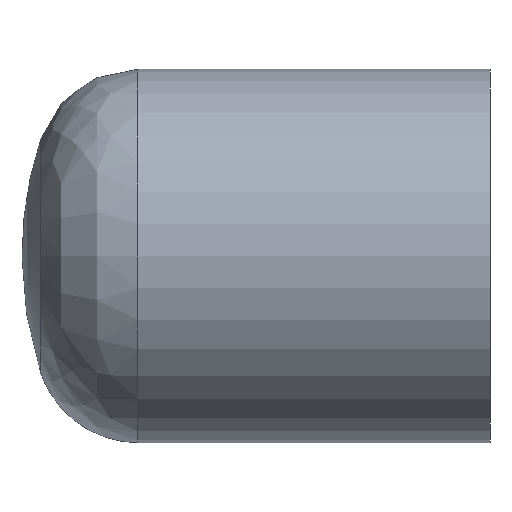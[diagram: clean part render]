
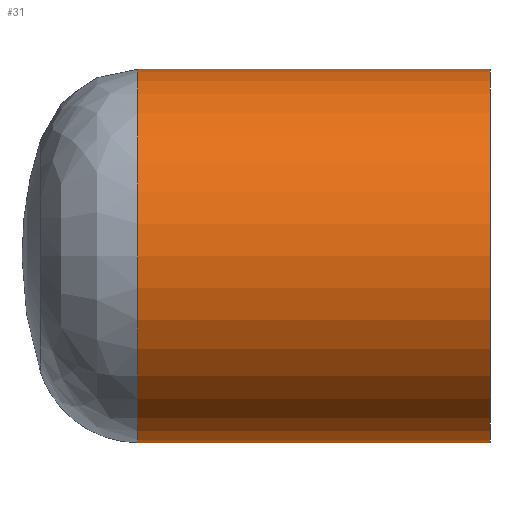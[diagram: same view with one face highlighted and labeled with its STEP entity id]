
A CAD part, front view. The second image highlights one B-rep face of the part: STEP entity #31.
In plain terms, the highlighted cylindrical face has radius 37.5 mm (diameter 75 mm), a full revolution.
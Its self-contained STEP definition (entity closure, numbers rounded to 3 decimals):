
#31 = ADVANCED_FACE( '', ( #62, #63 ), #64, .T. );
#62 = FACE_OUTER_BOUND( '', #97, .T. );
#63 = FACE_OUTER_BOUND( '', #98, .T. );
#64 = CYLINDRICAL_SURFACE( '', #99, 37.5 );
#97 = EDGE_LOOP( '', ( #160 ) );
#98 = EDGE_LOOP( '', ( #161 ) );
#99 = AXIS2_PLACEMENT_3D( '', #162, #163, #164 );
#160 = ORIENTED_EDGE( '', *, *, #199, .F. );
#161 = ORIENTED_EDGE( '', *, *, #200, .T. );
#162 = CARTESIAN_POINT( '', ( -83.7, 0., 0. ) );
#163 = DIRECTION( '', ( -1., 0., 0. ) );
#164 = DIRECTION( '', ( 0., 0., -1. ) );
#199 = EDGE_CURVE( '', #214, #214, #215, .T. );
#200 = EDGE_CURVE( '', #216, #216, #217, .T. );
#214 = VERTEX_POINT( '', #233 );
#215 = CIRCLE( '', #234, 37.5 );
#216 = VERTEX_POINT( '', #235 );
#217 = CIRCLE( '', #236, 37.5 );
#233 = CARTESIAN_POINT( '', ( 0., 0., -37.5 ) );
#234 = AXIS2_PLACEMENT_3D( '', #251, #252, #253 );
#235 = CARTESIAN_POINT( '', ( -70.708, 0., -37.5 ) );
#236 = AXIS2_PLACEMENT_3D( '', #254, #255, #256 );
#251 = CARTESIAN_POINT( '', ( 0., 0., 0. ) );
#252 = DIRECTION( '', ( 1., 0., 0. ) );
#253 = DIRECTION( '', ( 0., 0., -1. ) );
#254 = CARTESIAN_POINT( '', ( -70.708, 0., 0. ) );
#255 = DIRECTION( '', ( 1., 0., 0. ) );
#256 = DIRECTION( '', ( 0., 0., -1. ) );
